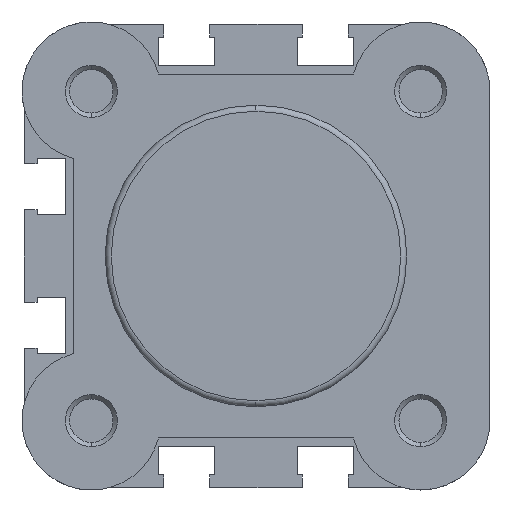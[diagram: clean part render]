
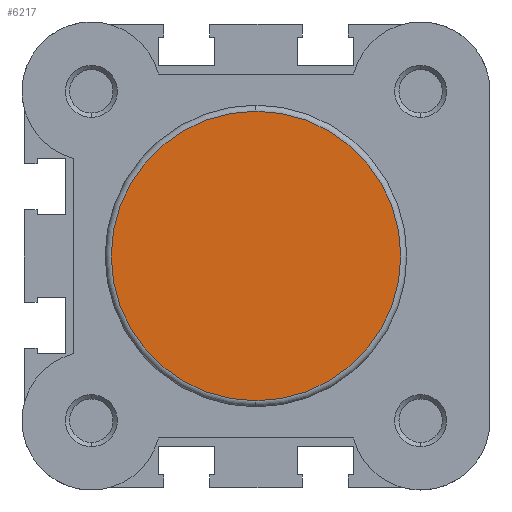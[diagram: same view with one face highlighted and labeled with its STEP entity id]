
A CAD part, left-side view. The second image highlights one B-rep face of the part: STEP entity #6217.
In plain terms, the highlighted planar face has unit normal (-1, 0, 0).
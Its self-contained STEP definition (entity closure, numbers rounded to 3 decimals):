
#410 = CARTESIAN_POINT ( 'NONE',  ( 0., 0., -16.7 ) ) ;
#541 = CARTESIAN_POINT ( 'NONE',  ( 0., -17.4, 0. ) ) ;
#542 = PLANE ( 'NONE',  #3932 ) ;
#544 = DIRECTION ( 'NONE',  ( -1., 0., 0. ) ) ;
#545 = DIRECTION ( 'NONE',  ( 0., 0., 1. ) ) ;
#1323 = VERTEX_POINT ( 'NONE', #1553 ) ;
#1553 = CARTESIAN_POINT ( 'NONE',  ( 0., 0., 16.7 ) ) ;
#2301 = CARTESIAN_POINT ( 'NONE',  ( 0., 0., 0. ) ) ;
#2302 = DIRECTION ( 'NONE',  ( -1., 0., 0. ) ) ;
#2303 = DIRECTION ( 'NONE',  ( 0., 0., 1. ) ) ;
#2458 = CARTESIAN_POINT ( 'NONE',  ( 0., 0., 0. ) ) ;
#2459 = DIRECTION ( 'NONE',  ( -1., 0., 0. ) ) ;
#2460 = DIRECTION ( 'NONE',  ( 0., 0., 1. ) ) ;
#2752 = EDGE_LOOP ( 'NONE', ( #3181, #3180 ) ) ;
#3180 = ORIENTED_EDGE ( 'NONE', *, *, #3454, .T. ) ;
#3181 = ORIENTED_EDGE ( 'NONE', *, *, #3517, .T. ) ;
#3454 = EDGE_CURVE ( 'NONE', #6162, #1323, #4592, .T. ) ;
#3517 = EDGE_CURVE ( 'NONE', #1323, #6162, #4686, .T. ) ;
#3838 = AXIS2_PLACEMENT_3D ( 'NONE', #2301, #2302, #2303 ) ;
#3871 = AXIS2_PLACEMENT_3D ( 'NONE', #2458, #2459, #2460 ) ;
#3932 = AXIS2_PLACEMENT_3D ( 'NONE', #541, #544, #545 ) ;
#4592 = CIRCLE ( 'NONE', #3838, 16.7 ) ;
#4686 = CIRCLE ( 'NONE', #3871, 16.7 ) ;
#5140 = FACE_OUTER_BOUND ( 'NONE', #2752, .T. ) ;
#6162 = VERTEX_POINT ( 'NONE', #410 ) ;
#6217 = ADVANCED_FACE ( 'NONE', ( #5140 ), #542, .T. ) ;
